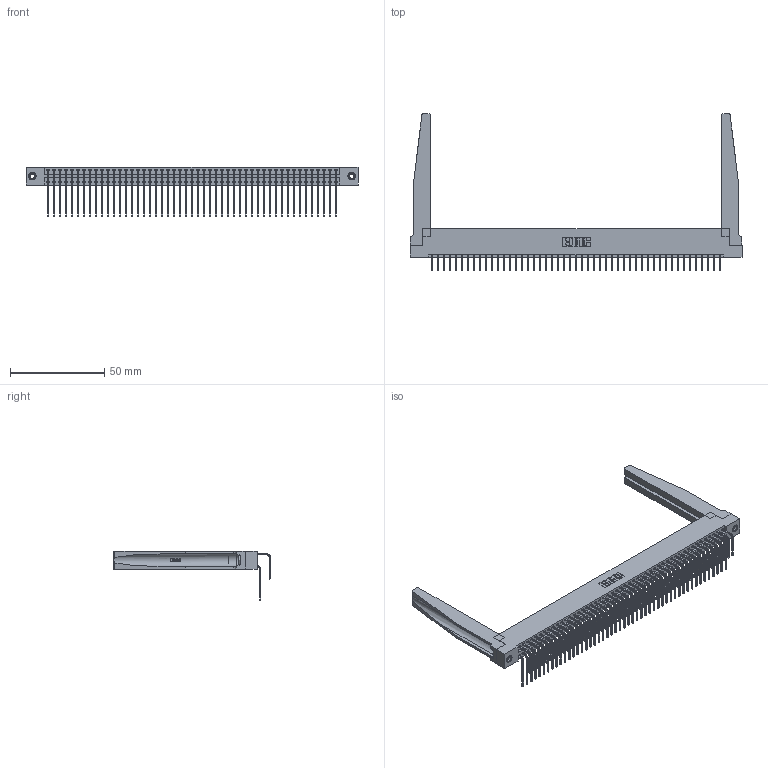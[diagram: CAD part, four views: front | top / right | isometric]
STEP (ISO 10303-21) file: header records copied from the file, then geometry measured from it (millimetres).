
FILE_DESCRIPTION (( 'STEP AP203' ), '1' );
FILE_NAME ('396-098-558-278.STEP', '2019-11-03T15:39:11', ( '' ), ( '' ), 'SwSTEP 2.0', 'SolidWorks 2016', '' );
FILE_SCHEMA (( 'CONFIG_CONTROL_DESIGN' ));
Length unit declared in the file: inch
Products named in the file (6): 396-098-558-278; 346 Part_Flush Mounting Lugs - 0.156 Dia-TH; 346-220-078_345-220-078; 345-292-001_558 559 Tail - 1; 345-250-001_345-250-001-102; 345-292-001_558 Tail - 2
Assembly tree (103 placements, depth 2):
  396-098-558-278
    346 Part_Flush Mounting Lugs - 0.156 Dia-TH
    345-292-001_558 559 Tail - 1  x49
    345-292-001_558 Tail - 2  x49
    346-220-078_345-220-078  x2
    345-250-001_345-250-001-102  x2
Bounding box: 176.15 x 83.12 x 26.16 mm (x, y, z)
Volume: 24705.3 mm3; surface area: 33822 mm2
Topology: 103 solids, 103 shells, 5648 faces, 16715 edges, 11002 vertices
Faces by surface type: plane 3844, cylinder 1752, bspline 36, cone 12, torus 4
Entity records: 37568 total; most frequent: CARTESIAN_POINT 7170, ORIENTED_EDGE 5942, DIRECTION 5329, EDGE_CURVE 2971, LINE 2509, VECTOR 2509, VERTEX_POINT 1972, AXIS2_PLACEMENT_3D 1410
